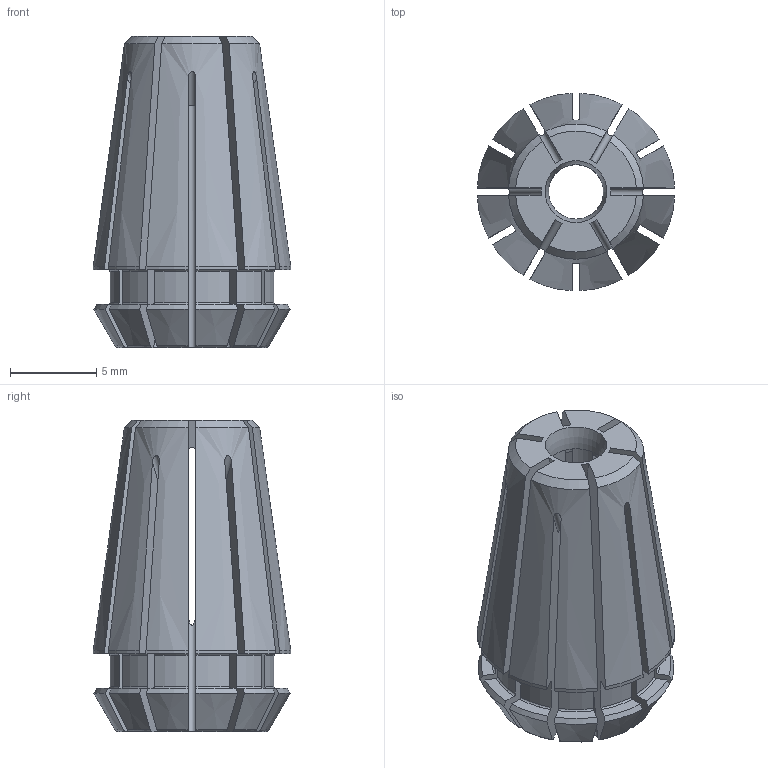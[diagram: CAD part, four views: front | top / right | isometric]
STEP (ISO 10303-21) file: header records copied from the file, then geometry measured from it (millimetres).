
FILE_DESCRIPTION(/* description */ (''),/* implementation_level */ '2;1');
FILE_NAME(/* name */ '111103186.stp',/* time_stamp */ '2021-06-01T15:42:37',/* author */ ('LRA'),/* organization */ ('REGO-FIX'),/* preprocessor_version */ ' Unknown',/* originating_system */ 'SIEMENS PLM Software Solid Edge ST10',/* authorization */ 'Unknown');
FILE_SCHEMA (('AUTOMOTIVE_DESIGN { 1 0 10303 214 2 1 1}'));
Length unit declared in the file: millimetre
Products named in the file (1): NOCUT
Bounding box: 11.43 x 11.43 x 18 mm (x, y, z)
Volume: 976.2 mm3; surface area: 1754.3 mm2
Topology: 1 solids, 1 shells, 185 faces, 568 edges, 378 vertices
Faces by surface type: plane 56, cone 48, cylinder 43, torus 38
Full cylindrical faces by diameter (mm): 3.175 x1
Entity records: 6664 total; most frequent: CARTESIAN_POINT 1763, ORIENTED_EDGE 1124, DIRECTION 920, EDGE_CURVE 562, VERTEX_POINT 376, AXIS2_PLACEMENT_3D 361, LINE 198, VECTOR 198
